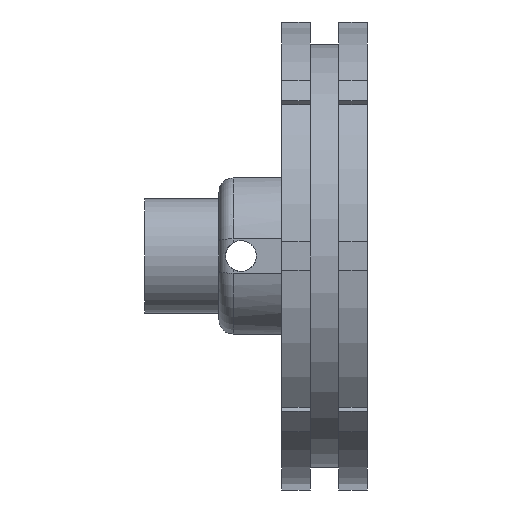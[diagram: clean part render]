
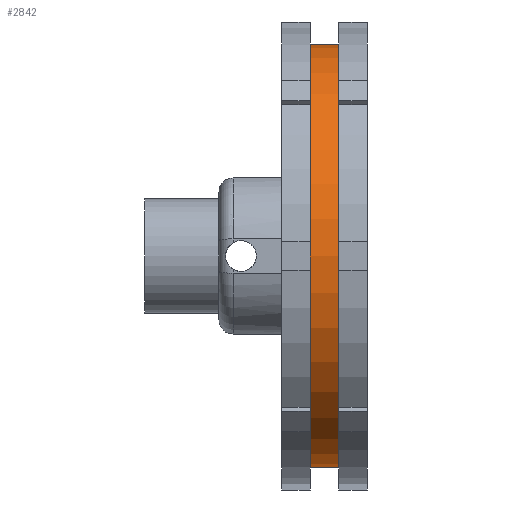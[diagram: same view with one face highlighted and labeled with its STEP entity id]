
A CAD part, front view. The second image highlights one B-rep face of the part: STEP entity #2842.
In plain terms, the highlighted cylindrical face has radius 37 mm (diameter 74 mm), a full revolution.
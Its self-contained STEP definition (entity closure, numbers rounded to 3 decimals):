
#137=FACE_OUTER_BOUND('',#286,.T.);
#286=EDGE_LOOP('',(#1898,#1899,#1900,#1901));
#457=LINE('',#4173,#742);
#742=VECTOR('',#3309,37.);
#1027=CIRCLE('',#3015,37.);
#1028=CIRCLE('',#3016,37.);
#1167=VERTEX_POINT('',#4170);
#1168=VERTEX_POINT('',#4172);
#1458=EDGE_CURVE('',#1167,#1167,#1027,.T.);
#1459=EDGE_CURVE('',#1167,#1168,#457,.T.);
#1460=EDGE_CURVE('',#1168,#1168,#1028,.T.);
#1898=ORIENTED_EDGE('',*,*,#1458,.T.);
#1899=ORIENTED_EDGE('',*,*,#1459,.T.);
#1900=ORIENTED_EDGE('',*,*,#1460,.T.);
#1901=ORIENTED_EDGE('',*,*,#1459,.F.);
#2778=CYLINDRICAL_SURFACE('',#3014,37.);
#2842=ADVANCED_FACE('',(#137),#2778,.T.);
#3014=AXIS2_PLACEMENT_3D('',#4169,#3305,#3306);
#3015=AXIS2_PLACEMENT_3D('',#4171,#3307,#3308);
#3016=AXIS2_PLACEMENT_3D('',#4174,#3310,#3311);
#3305=DIRECTION('center_axis',(-1.,0.,0.));
#3306=DIRECTION('ref_axis',(0.,0.,1.));
#3307=DIRECTION('center_axis',(1.,0.,0.));
#3308=DIRECTION('ref_axis',(0.,0.,1.));
#3309=DIRECTION('',(1.,0.,0.));
#3310=DIRECTION('center_axis',(-1.,0.,0.));
#3311=DIRECTION('ref_axis',(0.,0.,1.));
#4169=CARTESIAN_POINT('Origin',(10.,0.,0.));
#4170=CARTESIAN_POINT('',(5.,0.,-37.));
#4171=CARTESIAN_POINT('Origin',(5.,0.,0.));
#4172=CARTESIAN_POINT('',(10.,0.,-37.));
#4173=CARTESIAN_POINT('',(10.,0.,-37.));
#4174=CARTESIAN_POINT('Origin',(10.,0.,0.));
